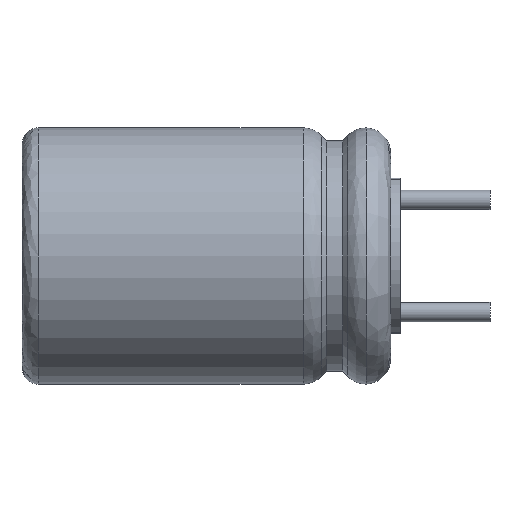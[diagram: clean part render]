
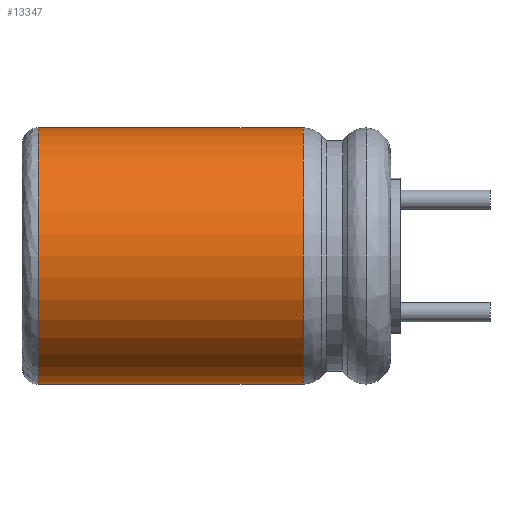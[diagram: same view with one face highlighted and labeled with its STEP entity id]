
A CAD part, left-side view. The second image highlights one B-rep face of the part: STEP entity #13347.
In plain terms, the highlighted cylindrical face has radius 4 mm (diameter 8 mm), a partial arc.
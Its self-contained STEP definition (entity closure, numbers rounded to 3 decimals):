
#19 = CARTESIAN_POINT ( 'NONE',  ( 0., 0., 2.731 ) ) ;
#349 = CYLINDRICAL_SURFACE ( 'NONE', #12095, 4. ) ;
#877 = CARTESIAN_POINT ( 'NONE',  ( 0., -4., 0. ) ) ;
#967 = DIRECTION ( 'NONE',  ( 0., 0., -1. ) ) ;
#1688 = CARTESIAN_POINT ( 'NONE',  ( 0., 4., 2.731 ) ) ;
#1839 = CARTESIAN_POINT ( 'NONE',  ( 0., 4., 11. ) ) ;
#2239 = EDGE_CURVE ( 'NONE', #10564, #5135, #12086, .T. ) ;
#2791 = DIRECTION ( 'NONE',  ( 0., 1., 0. ) ) ;
#3024 = FACE_OUTER_BOUND ( 'NONE', #10738, .T. ) ;
#3076 = DIRECTION ( 'NONE',  ( 0., 0., -1. ) ) ;
#4195 = CARTESIAN_POINT ( 'NONE',  ( 0., -4., 11. ) ) ;
#4365 = AXIS2_PLACEMENT_3D ( 'NONE', #19, #15081, #2791 ) ;
#4727 = VERTEX_POINT ( 'NONE', #4195 ) ;
#4934 = AXIS2_PLACEMENT_3D ( 'NONE', #11275, #3076, #7085 ) ;
#5135 = VERTEX_POINT ( 'NONE', #1688 ) ;
#5318 = DIRECTION ( 'NONE',  ( 0., 0., -1. ) ) ;
#6616 = EDGE_CURVE ( 'NONE', #4727, #10564, #16877, .T. ) ;
#6900 = ORIENTED_EDGE ( 'NONE', *, *, #14663, .F. ) ;
#7085 = DIRECTION ( 'NONE',  ( 0., 1., 0. ) ) ;
#7637 = LINE ( 'NONE', #877, #15819 ) ;
#8459 = CARTESIAN_POINT ( 'NONE',  ( 0., 0., 0. ) ) ;
#9701 = DIRECTION ( 'NONE',  ( 0., 1., 0. ) ) ;
#9757 = EDGE_CURVE ( 'NONE', #5135, #14047, #15161, .T. ) ;
#10564 = VERTEX_POINT ( 'NONE', #1839 ) ;
#10738 = EDGE_LOOP ( 'NONE', ( #6900, #16676, #17625, #17259 ) ) ;
#11275 = CARTESIAN_POINT ( 'NONE',  ( 0., 0., 11. ) ) ;
#12086 = LINE ( 'NONE', #17530, #16512 ) ;
#12095 = AXIS2_PLACEMENT_3D ( 'NONE', #8459, #12724, #9701 ) ;
#12665 = CARTESIAN_POINT ( 'NONE',  ( 0., -4., 2.731 ) ) ;
#12724 = DIRECTION ( 'NONE',  ( 0., 0., -1. ) ) ;
#13347 = ADVANCED_FACE ( 'NONE', ( #3024 ), #349, .T. ) ;
#14047 = VERTEX_POINT ( 'NONE', #12665 ) ;
#14663 = EDGE_CURVE ( 'NONE', #4727, #14047, #7637, .T. ) ;
#15081 = DIRECTION ( 'NONE',  ( 0., 0., 1. ) ) ;
#15161 = CIRCLE ( 'NONE', #4365, 4. ) ;
#15819 = VECTOR ( 'NONE', #967, 1000. ) ;
#16512 = VECTOR ( 'NONE', #5318, 1000. ) ;
#16676 = ORIENTED_EDGE ( 'NONE', *, *, #6616, .T. ) ;
#16877 = CIRCLE ( 'NONE', #4934, 4. ) ;
#17259 = ORIENTED_EDGE ( 'NONE', *, *, #9757, .T. ) ;
#17530 = CARTESIAN_POINT ( 'NONE',  ( 0., 4., 0. ) ) ;
#17625 = ORIENTED_EDGE ( 'NONE', *, *, #2239, .T. ) ;
